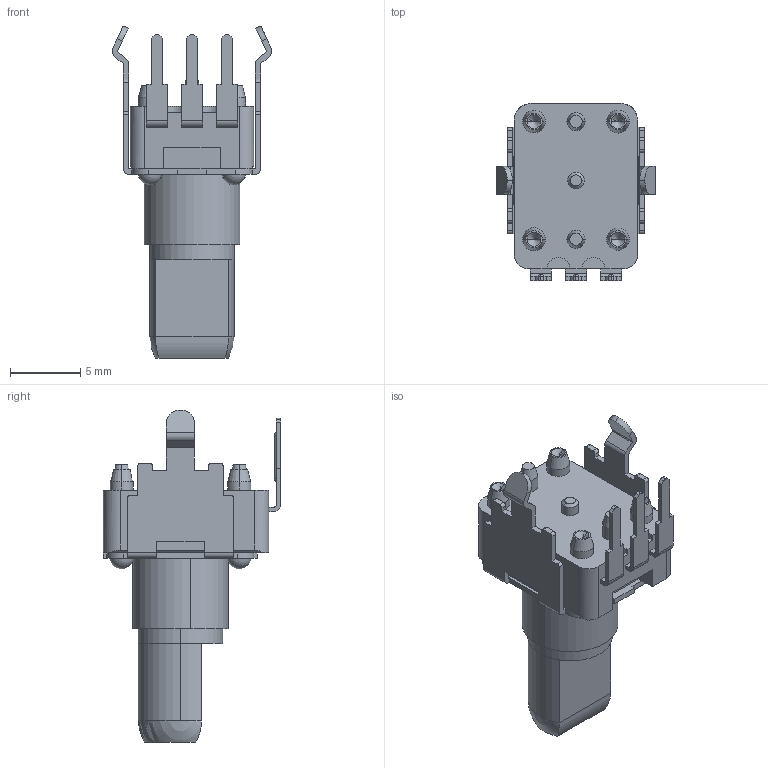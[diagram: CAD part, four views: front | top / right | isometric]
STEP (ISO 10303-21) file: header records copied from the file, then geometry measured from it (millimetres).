
FILE_DESCRIPTION(('STEP AP242'),'1');
FILE_NAME('rk09d1130c3w.stp','2021-02-06T21:24:53',('TraceParts'),('TraceParts S.A.'),'Spatial InterOp 3D',' ',' ');
FILE_SCHEMA(('AP242_MANAGED_MODEL_BASED_3D_ENGINEERING_MIM_LF {1 0 10303 442 1 1 4}'));
Length unit declared in the file: millimetre
Products named in the file (1): rk09d1130c3w
Bounding box: 11.4 x 12.65 x 23.7 mm (x, y, z)
Volume: 921 mm3; surface area: 1011.2 mm2
Topology: 1 solids, 1 shells, 255 faces, 700 edges, 446 vertices
Faces by surface type: plane 136, cylinder 80, cone 22, sphere 17
Entity records: 10018 total; most frequent: CARTESIAN_POINT 1402, DIRECTION 1395, ORIENTED_EDGE 1356, EDGE_CURVE 678, AXIS2_PLACEMENT_3D 467, LINE 461, VECTOR 461, VERTEX_POINT 446
